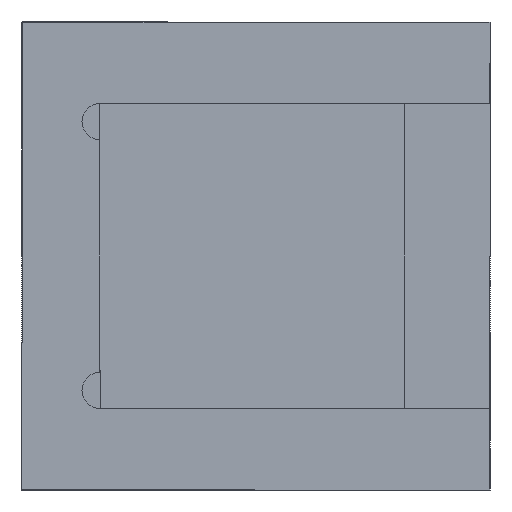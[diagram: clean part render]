
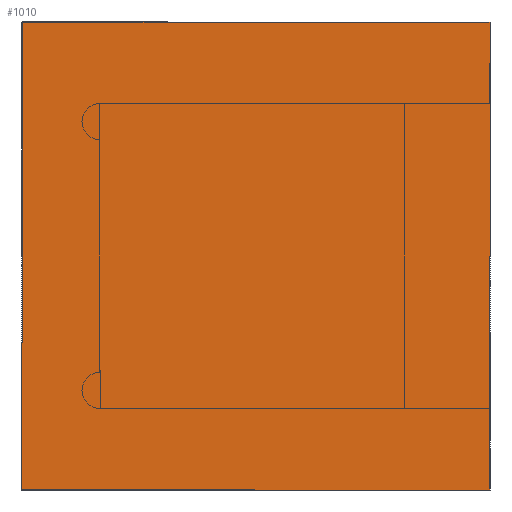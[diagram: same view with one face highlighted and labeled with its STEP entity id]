
A CAD part, left-side view. The second image highlights one B-rep face of the part: STEP entity #1010.
In plain terms, the highlighted face is planar.
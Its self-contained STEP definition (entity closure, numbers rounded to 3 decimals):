
#24 = ORIENTED_EDGE ( 'NONE', *, *, #1249, .T. ) ;
#65 = EDGE_CURVE ( 'NONE', #558, #1590, #410, .T. ) ;
#89 = LINE ( 'NONE', #333, #1294 ) ;
#155 = LINE ( 'NONE', #2109, #785 ) ;
#182 = CARTESIAN_POINT ( 'NONE',  ( -19.5, 19.5, 0.2 ) ) ;
#217 = EDGE_LOOP ( 'NONE', ( #1837, #457, #1520, #24 ) ) ;
#289 = EDGE_CURVE ( 'NONE', #1353, #1604, #89, .T. ) ;
#333 = CARTESIAN_POINT ( 'NONE',  ( -19.5, -19.5, 0.2 ) ) ;
#410 = LINE ( 'NONE', #1468, #2077 ) ;
#457 = ORIENTED_EDGE ( 'NONE', *, *, #1881, .T. ) ;
#520 = AXIS2_PLACEMENT_3D ( 'NONE', #925, #2063, #1097 ) ;
#558 = VERTEX_POINT ( 'NONE', #2025 ) ;
#709 = FACE_OUTER_BOUND ( 'NONE', #217, .T. ) ;
#785 = VECTOR ( 'NONE', #1638, 1000. ) ;
#829 = VECTOR ( 'NONE', #1003, 1000. ) ;
#850 = CARTESIAN_POINT ( 'NONE',  ( -19.5, -19.5, 0.2 ) ) ;
#925 = CARTESIAN_POINT ( 'NONE',  ( 19.5, 19.5, 0.2 ) ) ;
#1003 = DIRECTION ( 'NONE',  ( -1., 0., 0. ) ) ;
#1010 = ADVANCED_FACE ( 'NONE', ( #709 ), #1898, .F. ) ;
#1097 = DIRECTION ( 'NONE',  ( -1., 0., 0. ) ) ;
#1249 = EDGE_CURVE ( 'NONE', #1604, #558, #155, .T. ) ;
#1264 = LINE ( 'NONE', #1866, #829 ) ;
#1294 = VECTOR ( 'NONE', #1629, 1000. ) ;
#1353 = VERTEX_POINT ( 'NONE', #182 ) ;
#1468 = CARTESIAN_POINT ( 'NONE',  ( 19.5, -19.5, 0.2 ) ) ;
#1520 = ORIENTED_EDGE ( 'NONE', *, *, #289, .T. ) ;
#1590 = VERTEX_POINT ( 'NONE', #1809 ) ;
#1604 = VERTEX_POINT ( 'NONE', #850 ) ;
#1629 = DIRECTION ( 'NONE',  ( 0., -1., 0. ) ) ;
#1638 = DIRECTION ( 'NONE',  ( 1., 0., 0. ) ) ;
#1809 = CARTESIAN_POINT ( 'NONE',  ( 19.5, 19.5, 0.2 ) ) ;
#1837 = ORIENTED_EDGE ( 'NONE', *, *, #65, .T. ) ;
#1866 = CARTESIAN_POINT ( 'NONE',  ( -19.5, 19.5, 0.2 ) ) ;
#1881 = EDGE_CURVE ( 'NONE', #1590, #1353, #1264, .T. ) ;
#1898 = PLANE ( 'NONE',  #520 ) ;
#2025 = CARTESIAN_POINT ( 'NONE',  ( 19.5, -19.5, 0.2 ) ) ;
#2063 = DIRECTION ( 'NONE',  ( 0., 0., -1. ) ) ;
#2077 = VECTOR ( 'NONE', #2095, 1000. ) ;
#2095 = DIRECTION ( 'NONE',  ( 0., 1., 0. ) ) ;
#2109 = CARTESIAN_POINT ( 'NONE',  ( -19.5, -19.5, 0.2 ) ) ;
